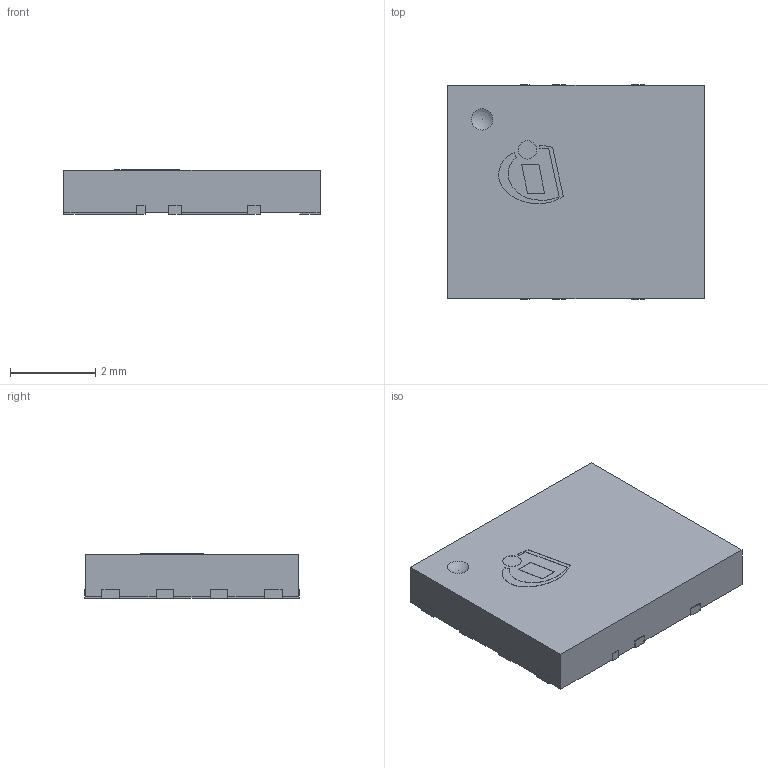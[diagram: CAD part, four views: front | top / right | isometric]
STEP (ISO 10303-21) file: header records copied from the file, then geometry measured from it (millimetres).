
FILE_DESCRIPTION(/* description */ (''),/* implementation_level */ '2;1');
FILE_NAME(/* name */ 'TISON8.stp',/* time_stamp */ '2016-12-29T21:57:16+01:00',/* author */ ('Lucas'),/* organization */ (''),/* preprocessor_version */ 'ST-DEVELOPER v16.5',/* originating_system */ 'Autodesk Inventor 2017',/* authorisation */ '');
FILE_SCHEMA (('AUTOMOTIVE_DESIGN { 1 0 10303 214 3 1 1 }'));
Length unit declared in the file: millimetre
Products named in the file (1): TISON8
Bounding box: 6.02 x 5.02 x 1.03 mm (x, y, z)
Volume: 30.5 mm3; surface area: 83.5 mm2
Topology: 1 solids, 1 shells, 110 faces, 316 edges, 211 vertices
Faces by surface type: plane 98, cylinder 11, sphere 1
Full cylindrical faces by diameter (mm): 0.427 x1
Entity records: 3615 total; most frequent: CARTESIAN_POINT 632, ORIENTED_EDGE 624, DIRECTION 557, EDGE_CURVE 312, LINE 289, VECTOR 289, VERTEX_POINT 209, AXIS2_PLACEMENT_3D 134
